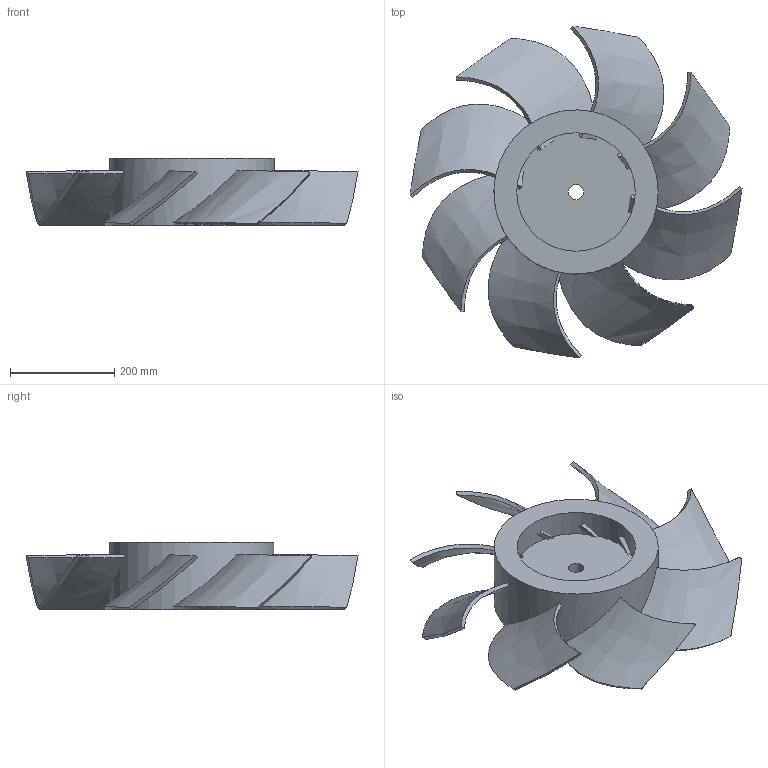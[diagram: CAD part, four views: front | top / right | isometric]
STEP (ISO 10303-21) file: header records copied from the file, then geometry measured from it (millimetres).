
FILE_DESCRIPTION(/* description */ (''),/* implementation_level */ '2;1');
FILE_NAME(/* name */ '8blade.stp',/* time_stamp */ '2021-01-19T21:19:17+03:00',/* author */ (''),/* organization */ (''),/* preprocessor_version */ 'ST-DEVELOPER v16.7',/* originating_system */ 'SIEMENS PLM Software NX 1859',/* authorisation */ '');
FILE_SCHEMA (('AUTOMOTIVE_DESIGN { 1 0 10303 214 3 1 1 1 }'));
Length unit declared in the file: millimetre
Products named in the file (1): model2
Bounding box: 636.9 x 636.9 x 130 mm (x, y, z)
Volume: 10019538.8 mm3; surface area: 889374.3 mm2
Topology: 6 solids, 6 shells, 61 faces, 132 edges, 83 vertices
Faces by surface type: bspline 53, cylinder 3, plane 3, sphere 2
Full cylindrical faces by diameter (mm): 29.1 x1, 227.21 x1, 315 x1
Entity records: 2879 total; most frequent: CARTESIAN_POINT 1906, ORIENTED_EDGE 250, EDGE_CURVE 125, B_SPLINE_CURVE_WITH_KNOTS 112, VERTEX_POINT 81, EDGE_LOOP 68, ADVANCED_FACE 61, FACE_OUTER_BOUND 55
